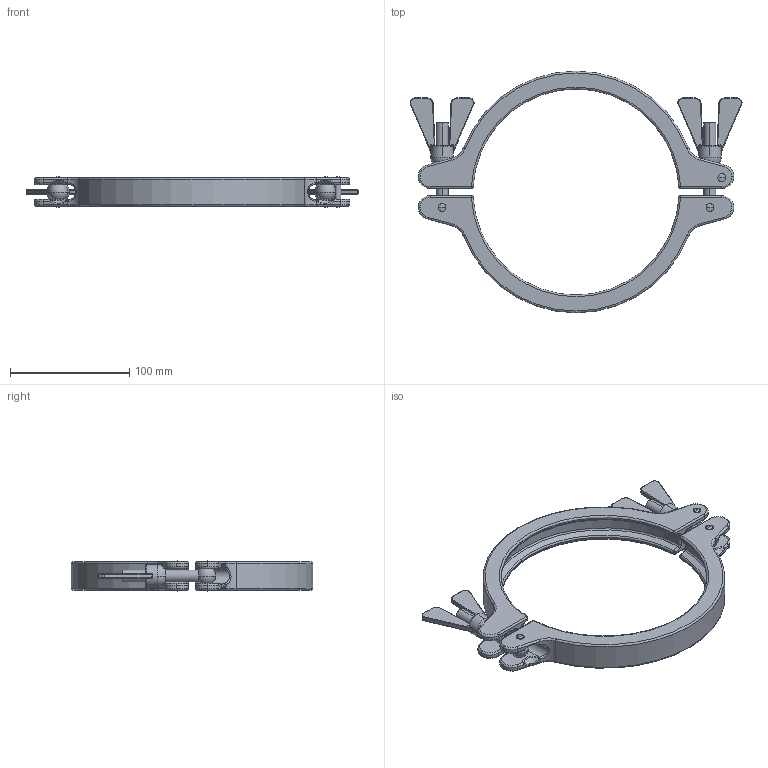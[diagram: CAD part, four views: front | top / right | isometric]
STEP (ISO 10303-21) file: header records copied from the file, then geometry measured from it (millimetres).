
FILE_DESCRIPTION (( 'STEP AP214' ), '1' );
FILE_NAME ('CL.SHD#.0658 BLOCK.STEP', '2020-05-19T12:16:57', ( '' ), ( '' ), 'SwSTEP 2.0', 'SolidWorks 2020', '' );
FILE_SCHEMA (( 'AUTOMOTIVE_DESIGN' ));
Length unit declared in the file: millimetre
Products named in the file (1): CL.SHD#.0658 BLOCK
Bounding box: 278.85 x 203 x 25.3 mm (x, y, z)
Volume: 210922.7 mm3; surface area: 75641.4 mm2
Topology: 2 solids, 6 shells, 510 faces, 1204 edges, 674 vertices
Faces by surface type: cylinder 180, torus 112, bspline 102, plane 64, sphere 48, cone 4
Entity records: 18057 total; most frequent: CARTESIAN_POINT 7067, DIRECTION 2370, ORIENTED_EDGE 2300, EDGE_CURVE 1150, AXIS2_PLACEMENT_3D 1037, VERTEX_POINT 668, CIRCLE 628, EDGE_LOOP 540
